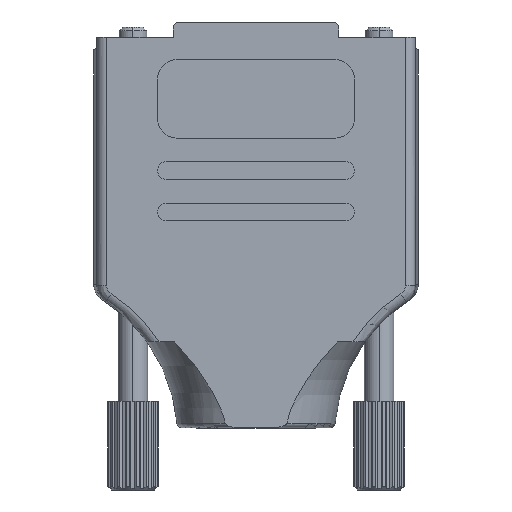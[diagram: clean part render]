
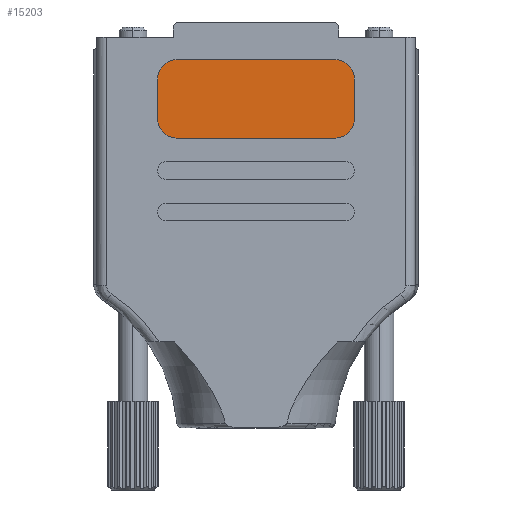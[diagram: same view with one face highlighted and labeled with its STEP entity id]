
A CAD part, front view. The second image highlights one B-rep face of the part: STEP entity #15203.
In plain terms, the highlighted planar face has unit normal (0, -1, 0).
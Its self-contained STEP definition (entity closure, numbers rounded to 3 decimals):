
#115 = EDGE_CURVE ( 'NONE', #2532, #12059, #10399, .T. ) ;
#562 = DIRECTION ( 'NONE',  ( 0., -1., 0. ) ) ;
#712 = EDGE_CURVE ( 'NONE', #10882, #13228, #15805, .T. ) ;
#806 = DIRECTION ( 'NONE',  ( 0., -1., 0. ) ) ;
#1960 = CARTESIAN_POINT ( 'NONE',  ( -8., -7.1, -10.6 ) ) ;
#1995 = EDGE_CURVE ( 'NONE', #21971, #16163, #12879, .T. ) ;
#2296 = DIRECTION ( 'NONE',  ( 0., 0., 1. ) ) ;
#2401 = EDGE_CURVE ( 'NONE', #13228, #21971, #4137, .T. ) ;
#2532 = VERTEX_POINT ( 'NONE', #9565 ) ;
#2660 = FACE_OUTER_BOUND ( 'NONE', #4438, .T. ) ;
#3032 = DIRECTION ( 'NONE',  ( 0., 0., 1. ) ) ;
#3233 = AXIS2_PLACEMENT_3D ( 'NONE', #7515, #7639, #15031 ) ;
#3474 = EDGE_CURVE ( 'NONE', #16163, #23186, #5666, .T. ) ;
#4137 = LINE ( 'NONE', #5876, #17993 ) ;
#4438 = EDGE_LOOP ( 'NONE', ( #14893, #16489, #13264, #21517, #17335, #22717, #16936, #10828 ) ) ;
#4532 = CARTESIAN_POINT ( 'NONE',  ( 8., -7.1, -4.6 ) ) ;
#4919 = CARTESIAN_POINT ( 'NONE',  ( -8., -7.1, -10.6 ) ) ;
#5666 = LINE ( 'NONE', #23407, #9188 ) ;
#5876 = CARTESIAN_POINT ( 'NONE',  ( 10., -7.1, -4.6 ) ) ;
#6262 = DIRECTION ( 'NONE',  ( -1., 0., 0. ) ) ;
#7016 = AXIS2_PLACEMENT_3D ( 'NONE', #11029, #9432, #7341 ) ;
#7341 = DIRECTION ( 'NONE',  ( 0., 0., -1. ) ) ;
#7372 = VERTEX_POINT ( 'NONE', #4919 ) ;
#7515 = CARTESIAN_POINT ( 'NONE',  ( -8., -7.1, -8.6 ) ) ;
#7639 = DIRECTION ( 'NONE',  ( 0., -1., 0. ) ) ;
#7861 = DIRECTION ( 'NONE',  ( 0., 0., 1. ) ) ;
#8443 = CARTESIAN_POINT ( 'NONE',  ( -10., -7.1, -4.6 ) ) ;
#8524 = CARTESIAN_POINT ( 'NONE',  ( -8., -7.1, -2.6 ) ) ;
#9188 = VECTOR ( 'NONE', #6262, 1000. ) ;
#9408 = VECTOR ( 'NONE', #16058, 1000. ) ;
#9432 = DIRECTION ( 'NONE',  ( 0., -1., 0. ) ) ;
#9565 = CARTESIAN_POINT ( 'NONE',  ( -10., -7.1, -4.6 ) ) ;
#9713 = CARTESIAN_POINT ( 'NONE',  ( 8., -7.1, -2.6 ) ) ;
#10107 = AXIS2_PLACEMENT_3D ( 'NONE', #4532, #562, #7861 ) ;
#10172 = CARTESIAN_POINT ( 'NONE',  ( 8., -7.1, -8.6 ) ) ;
#10305 = CARTESIAN_POINT ( 'NONE',  ( 8., -7.1, -4.6 ) ) ;
#10399 = LINE ( 'NONE', #8443, #9408 ) ;
#10828 = ORIENTED_EDGE ( 'NONE', *, *, #2401, .T. ) ;
#10882 = VERTEX_POINT ( 'NONE', #19824 ) ;
#11029 = CARTESIAN_POINT ( 'NONE',  ( -8., -7.1, -4.6 ) ) ;
#11921 = CARTESIAN_POINT ( 'NONE',  ( -10., -7.1, -8.6 ) ) ;
#12059 = VERTEX_POINT ( 'NONE', #11921 ) ;
#12879 = CIRCLE ( 'NONE', #10107, 2. ) ;
#13049 = DIRECTION ( 'NONE',  ( 1., 0., 0. ) ) ;
#13228 = VERTEX_POINT ( 'NONE', #22069 ) ;
#13264 = ORIENTED_EDGE ( 'NONE', *, *, #24216, .T. ) ;
#13535 = EDGE_CURVE ( 'NONE', #12059, #7372, #17382, .T. ) ;
#14252 = PLANE ( 'NONE',  #18633 ) ;
#14893 = ORIENTED_EDGE ( 'NONE', *, *, #1995, .T. ) ;
#14904 = LINE ( 'NONE', #1960, #17011 ) ;
#15031 = DIRECTION ( 'NONE',  ( 0., 0., 1. ) ) ;
#15203 = ADVANCED_FACE ( 'NONE', ( #2660 ), #14252, .F. ) ;
#15805 = CIRCLE ( 'NONE', #24076, 2. ) ;
#16058 = DIRECTION ( 'NONE',  ( 0., 0., -1. ) ) ;
#16163 = VERTEX_POINT ( 'NONE', #9713 ) ;
#16489 = ORIENTED_EDGE ( 'NONE', *, *, #3474, .T. ) ;
#16936 = ORIENTED_EDGE ( 'NONE', *, *, #712, .T. ) ;
#17011 = VECTOR ( 'NONE', #13049, 1000. ) ;
#17335 = ORIENTED_EDGE ( 'NONE', *, *, #13535, .T. ) ;
#17382 = CIRCLE ( 'NONE', #3233, 2. ) ;
#17993 = VECTOR ( 'NONE', #18692, 1000. ) ;
#18633 = AXIS2_PLACEMENT_3D ( 'NONE', #10305, #23626, #3032 ) ;
#18692 = DIRECTION ( 'NONE',  ( 0., 0., 1. ) ) ;
#19824 = CARTESIAN_POINT ( 'NONE',  ( 8., -7.1, -10.6 ) ) ;
#20384 = CARTESIAN_POINT ( 'NONE',  ( 10., -7.1, -4.6 ) ) ;
#20782 = EDGE_CURVE ( 'NONE', #7372, #10882, #14904, .T. ) ;
#21517 = ORIENTED_EDGE ( 'NONE', *, *, #115, .T. ) ;
#21971 = VERTEX_POINT ( 'NONE', #20384 ) ;
#21980 = CIRCLE ( 'NONE', #7016, 2. ) ;
#22069 = CARTESIAN_POINT ( 'NONE',  ( 10., -7.1, -8.6 ) ) ;
#22717 = ORIENTED_EDGE ( 'NONE', *, *, #20782, .T. ) ;
#23186 = VERTEX_POINT ( 'NONE', #8524 ) ;
#23407 = CARTESIAN_POINT ( 'NONE',  ( -8., -7.1, -2.6 ) ) ;
#23626 = DIRECTION ( 'NONE',  ( 0., 1., 0. ) ) ;
#24076 = AXIS2_PLACEMENT_3D ( 'NONE', #10172, #806, #2296 ) ;
#24216 = EDGE_CURVE ( 'NONE', #23186, #2532, #21980, .T. ) ;
